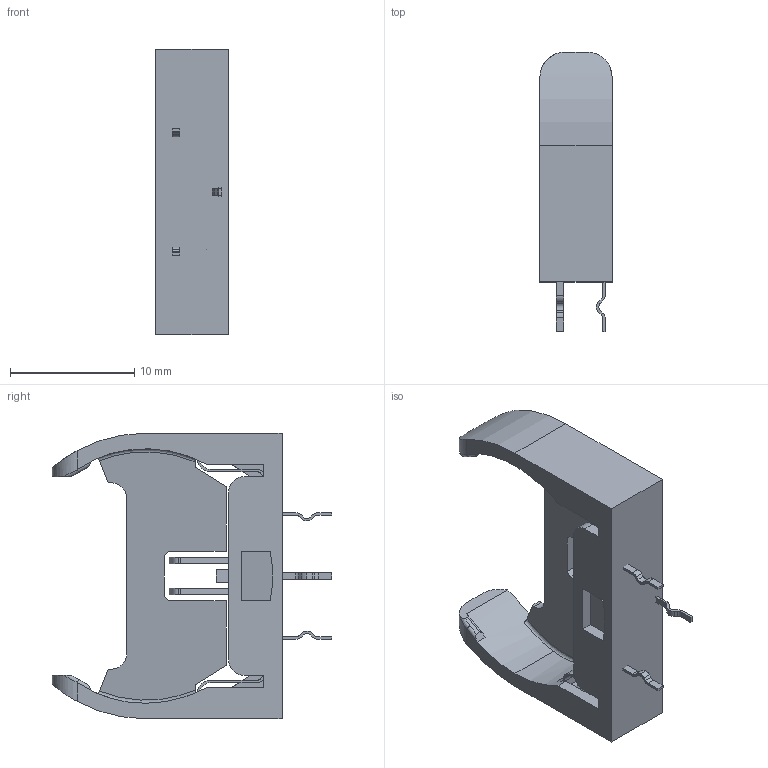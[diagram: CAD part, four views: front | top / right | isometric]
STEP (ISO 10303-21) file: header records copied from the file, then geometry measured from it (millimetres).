
FILE_DESCRIPTION (( 'STEP AP214' ), '1' );
FILE_NAME ('505393FE-95E8-4A40-AF47-72DB536CA770.STEP', '2023-03-14T18:36:33', ( '' ), ( '' ), 'SwSTEP 2.0', 'SolidWorks 2022', '' );
FILE_SCHEMA (( 'AUTOMOTIVE_DESIGN' ));
Length unit declared in the file: millimetre
Products named in the file (1): 505393FE-95E8-4A40-AF47-72DB536CA770
Bounding box: 5.8 x 22.5 x 23 mm (x, y, z)
Volume: 800.2 mm3; surface area: 1442.9 mm2
Topology: 4 solids, 4 shells, 189 faces, 545 edges, 362 vertices
Faces by surface type: plane 123, cylinder 62, bspline 4
Entity records: 7590 total; most frequent: CARTESIAN_POINT 1321, ORIENTED_EDGE 1090, DIRECTION 1003, EDGE_CURVE 545, VECTOR 395, LINE 395, VERTEX_POINT 362, AXIS2_PLACEMENT_3D 304
